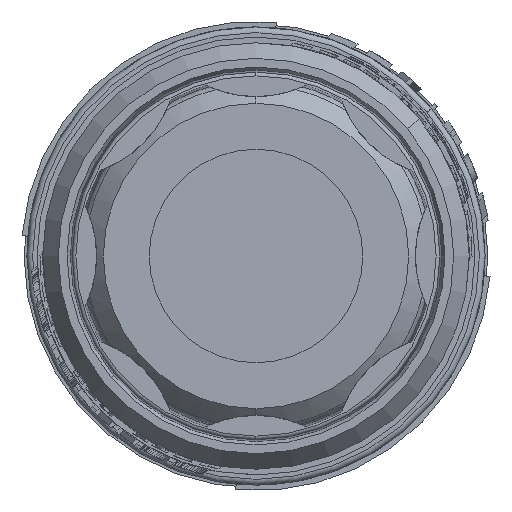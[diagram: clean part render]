
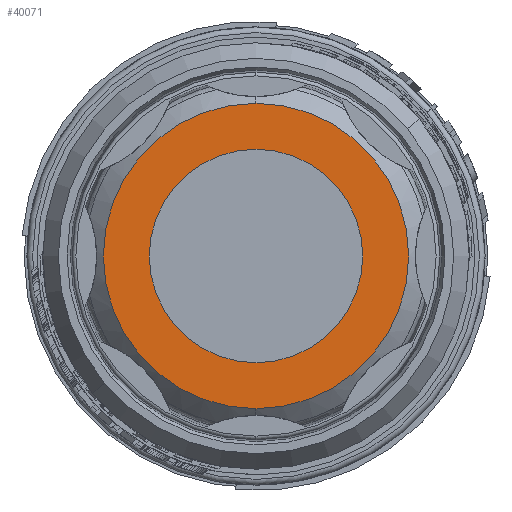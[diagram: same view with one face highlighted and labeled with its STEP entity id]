
A CAD part, left-side view. The second image highlights one B-rep face of the part: STEP entity #40071.
In plain terms, the highlighted planar face has unit normal (-1, 0, 0).
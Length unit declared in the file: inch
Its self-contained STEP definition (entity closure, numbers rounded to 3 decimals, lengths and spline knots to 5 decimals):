
#26 = DIRECTION ( 'NONE',  ( 0., 0., 1. ) ) ;
#1097 = EDGE_CURVE ( 'NONE', #25681, #24104, #25879, .T. ) ;
#1565 = CIRCLE ( 'NONE', #19437, 0.575 ) ;
#2336 = AXIS2_PLACEMENT_3D ( 'NONE', #13633, #23325, #26725 ) ;
#2743 = DIRECTION ( 'NONE',  ( 1., 0., 0. ) ) ;
#3210 = AXIS2_PLACEMENT_3D ( 'NONE', #19868, #42310, #3281 ) ;
#3281 = DIRECTION ( 'NONE',  ( 0., 0., -1. ) ) ;
#3693 = VERTEX_POINT ( 'NONE', #13618 ) ;
#6011 = CIRCLE ( 'NONE', #30000, 0.82246 ) ;
#6358 = ORIENTED_EDGE ( 'NONE', *, *, #24420, .T. ) ;
#6442 = CARTESIAN_POINT ( 'NONE',  ( -4.04478, 0.79183, 1.22332 ) ) ;
#6824 = CARTESIAN_POINT ( 'NONE',  ( -4.04478, 0.79183, 0.64832 ) ) ;
#9786 = EDGE_LOOP ( 'NONE', ( #10712, #38671 ) ) ;
#10524 = EDGE_CURVE ( 'NONE', #38490, #3693, #41874, .T. ) ;
#10712 = ORIENTED_EDGE ( 'NONE', *, *, #10524, .F. ) ;
#13618 = CARTESIAN_POINT ( 'NONE',  ( -4.04478, 0.79183, 2.04578 ) ) ;
#13633 = CARTESIAN_POINT ( 'NONE',  ( -4.04478, -0.03063, 2.04578 ) ) ;
#14514 = AXIS2_PLACEMENT_3D ( 'NONE', #6442, #29395, #26 ) ;
#16157 = DIRECTION ( 'NONE',  ( 0., 0., -1. ) ) ;
#18691 = CARTESIAN_POINT ( 'NONE',  ( -4.04478, 0.79183, 1.22332 ) ) ;
#19356 = CARTESIAN_POINT ( 'NONE',  ( -4.04478, 0.79183, 1.22332 ) ) ;
#19437 = AXIS2_PLACEMENT_3D ( 'NONE', #19356, #22786, #16157 ) ;
#19868 = CARTESIAN_POINT ( 'NONE',  ( -4.04478, 0.79183, 1.22332 ) ) ;
#19903 = FACE_OUTER_BOUND ( 'NONE', #9786, .T. ) ;
#20104 = FACE_BOUND ( 'NONE', #36971, .T. ) ;
#22786 = DIRECTION ( 'NONE',  ( 1., 0., 0. ) ) ;
#23325 = DIRECTION ( 'NONE',  ( -1., 0., 0. ) ) ;
#24104 = VERTEX_POINT ( 'NONE', #6824 ) ;
#24420 = EDGE_CURVE ( 'NONE', #24104, #25681, #1565, .T. ) ;
#25681 = VERTEX_POINT ( 'NONE', #37005 ) ;
#25879 = CIRCLE ( 'NONE', #3210, 0.575 ) ;
#26725 = DIRECTION ( 'NONE',  ( 0., 1., 0. ) ) ;
#26998 = ORIENTED_EDGE ( 'NONE', *, *, #1097, .T. ) ;
#27526 = CARTESIAN_POINT ( 'NONE',  ( -4.04478, 0.79183, 0.40086 ) ) ;
#29395 = DIRECTION ( 'NONE',  ( 1., 0., 0. ) ) ;
#30000 = AXIS2_PLACEMENT_3D ( 'NONE', #18691, #2743, #41583 ) ;
#36743 = EDGE_CURVE ( 'NONE', #3693, #38490, #6011, .T. ) ;
#36971 = EDGE_LOOP ( 'NONE', ( #6358, #26998 ) ) ;
#37005 = CARTESIAN_POINT ( 'NONE',  ( -4.04478, 0.79183, 1.79832 ) ) ;
#38490 = VERTEX_POINT ( 'NONE', #27526 ) ;
#38671 = ORIENTED_EDGE ( 'NONE', *, *, #36743, .F. ) ;
#40071 = ADVANCED_FACE ( 'NONE', ( #20104, #19903 ), #42350, .T. ) ;
#41583 = DIRECTION ( 'NONE',  ( 0., 0., 1. ) ) ;
#41874 = CIRCLE ( 'NONE', #14514, 0.82246 ) ;
#42310 = DIRECTION ( 'NONE',  ( 1., 0., 0. ) ) ;
#42350 = PLANE ( 'NONE',  #2336 ) ;
